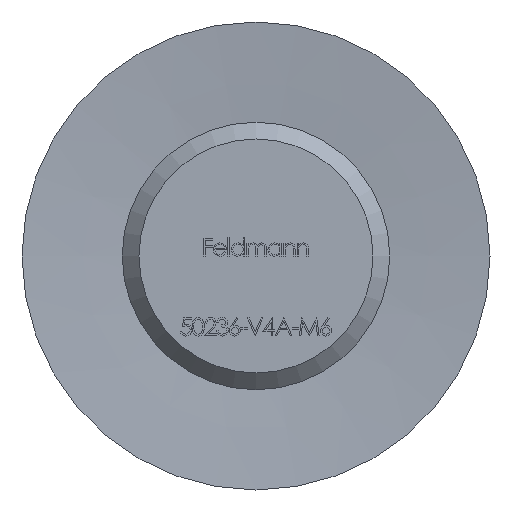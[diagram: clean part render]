
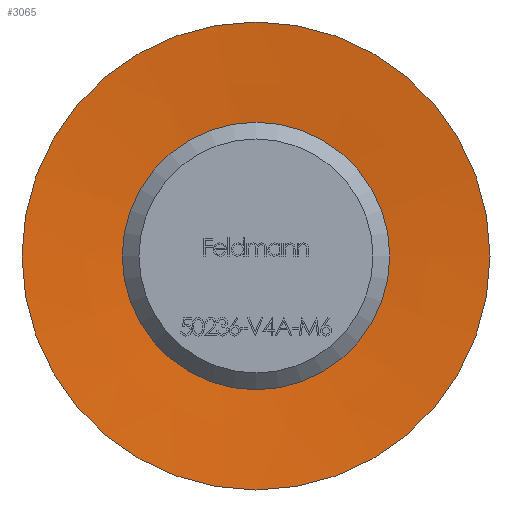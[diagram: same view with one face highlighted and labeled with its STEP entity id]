
A CAD part, front view. The second image highlights one B-rep face of the part: STEP entity #3065.
In plain terms, the highlighted conical face has half-angle 85 degrees and reference radius 3.373 mm.
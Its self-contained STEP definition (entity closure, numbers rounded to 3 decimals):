
#847 = DIRECTION ( 'NONE',  ( 1., 0., 0. ) ) ;
#1179 = EDGE_CURVE ( 'NONE', #6081, #6081, #4699, .T. ) ;
#1378 = FACE_OUTER_BOUND ( 'NONE', #12478, .T. ) ;
#2698 = ORIENTED_EDGE ( 'NONE', *, *, #1179, .F. ) ;
#2800 = DIRECTION ( 'NONE',  ( 0., -1., 0. ) ) ;
#2995 = FACE_BOUND ( 'NONE', #5216, .T. ) ;
#3065 = ADVANCED_FACE ( 'NONE', ( #1378, #2995 ), #6132, .F. ) ;
#3522 = CARTESIAN_POINT ( 'NONE',  ( 0., 0.317, 0. ) ) ;
#4699 = CIRCLE ( 'NONE', #5093, 3.373 ) ;
#5093 = AXIS2_PLACEMENT_3D ( 'NONE', #10191, #13483, #847 ) ;
#5216 = EDGE_LOOP ( 'NONE', ( #2698 ) ) ;
#5701 = AXIS2_PLACEMENT_3D ( 'NONE', #8040, #2800, #8181 ) ;
#5992 = CIRCLE ( 'NONE', #5701, 7. ) ;
#6081 = VERTEX_POINT ( 'NONE', #9661 ) ;
#6132 = CONICAL_SURFACE ( 'NONE', #6293, 3.373, 1.484 ) ;
#6293 = AXIS2_PLACEMENT_3D ( 'NONE', #3522, #13234, #9841 ) ;
#8040 = CARTESIAN_POINT ( 'NONE',  ( 0., 0., 0. ) ) ;
#8181 = DIRECTION ( 'NONE',  ( 1., 0., 0. ) ) ;
#9661 = CARTESIAN_POINT ( 'NONE',  ( 3.373, 0.317, 0. ) ) ;
#9841 = DIRECTION ( 'NONE',  ( 1., 0., 0. ) ) ;
#10191 = CARTESIAN_POINT ( 'NONE',  ( 0., 0.317, 0. ) ) ;
#10748 = CARTESIAN_POINT ( 'NONE',  ( 7., 0., 0. ) ) ;
#11406 = ORIENTED_EDGE ( 'NONE', *, *, #11723, .T. ) ;
#11723 = EDGE_CURVE ( 'NONE', #13498, #13498, #5992, .T. ) ;
#12478 = EDGE_LOOP ( 'NONE', ( #11406 ) ) ;
#13234 = DIRECTION ( 'NONE',  ( 0., -1., 0. ) ) ;
#13483 = DIRECTION ( 'NONE',  ( 0., -1., 0. ) ) ;
#13498 = VERTEX_POINT ( 'NONE', #10748 ) ;
